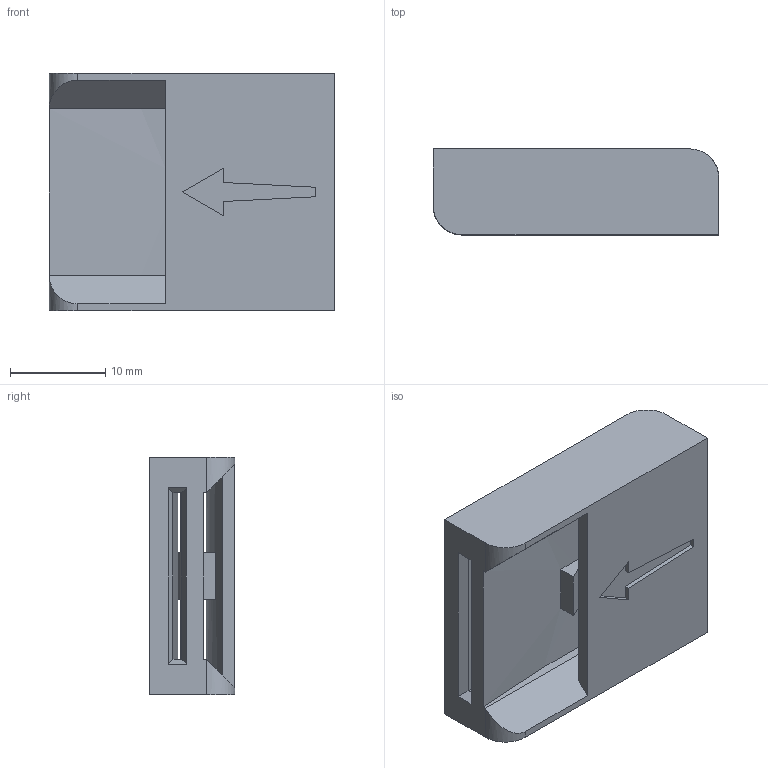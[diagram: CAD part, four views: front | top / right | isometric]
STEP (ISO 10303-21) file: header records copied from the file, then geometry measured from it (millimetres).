
FILE_DESCRIPTION((''),'2;1');
FILE_NAME('C19_BOUCLE','2020-04-05T13:20:41',('scrib'),(''),'CREO PARAMETRIC BY PTC INC, 2016390','CREO PARAMETRIC BY PTC INC, 2016390','');
FILE_SCHEMA(('CONFIG_CONTROL_DESIGN'));
Length unit declared in the file: millimetre
Products named in the file (1): C19_BOUCLE
Bounding box: 30 x 9 x 25 mm (x, y, z)
Volume: 4189.5 mm3; surface area: 3868.8 mm2
Topology: 1 solids, 1 shells, 58 faces, 158 edges, 104 vertices
Faces by surface type: plane 46, cylinder 10, extrusion 2
Entity records: 1898 total; most frequent: CARTESIAN_POINT 394, ORIENTED_EDGE 316, DIRECTION 276, EDGE_CURVE 158, VECTOR 124, LINE 122, VERTEX_POINT 104, AXIS2_PLACEMENT_3D 76
